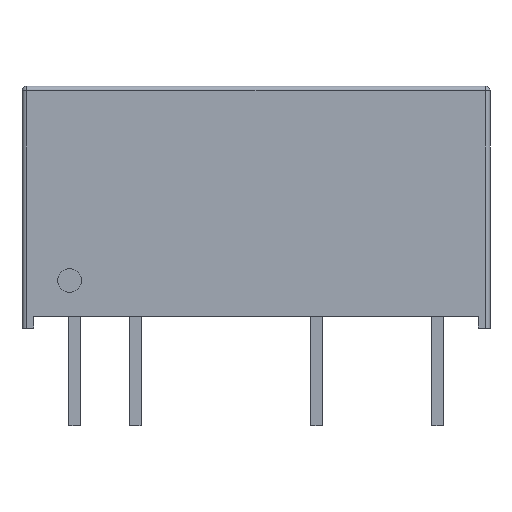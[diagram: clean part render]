
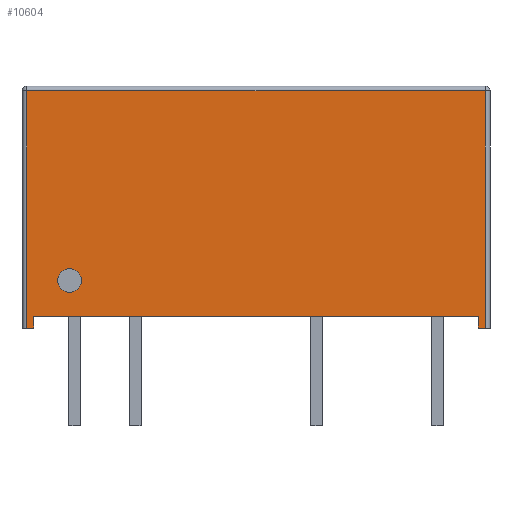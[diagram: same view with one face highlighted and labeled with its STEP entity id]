
A CAD part, front view. The second image highlights one B-rep face of the part: STEP entity #10604.
In plain terms, the highlighted planar face has unit normal (0, -1, 0).
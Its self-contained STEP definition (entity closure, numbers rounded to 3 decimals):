
#131 = CARTESIAN_POINT ( 'NONE',  ( -9.325, -3., 0.5 ) ) ;
#260 = DIRECTION ( 'NONE',  ( 0., 0., 1. ) ) ;
#262 = ORIENTED_EDGE ( 'NONE', *, *, #7470, .T. ) ;
#351 = ORIENTED_EDGE ( 'NONE', *, *, #1026, .T. ) ;
#411 = ORIENTED_EDGE ( 'NONE', *, *, #12958, .F. ) ;
#716 = CARTESIAN_POINT ( 'NONE',  ( -9.325, -3., 0.5 ) ) ;
#752 = LINE ( 'NONE', #3392, #6096 ) ;
#1026 = EDGE_CURVE ( 'NONE', #6092, #14443, #12860, .T. ) ;
#1144 = VECTOR ( 'NONE', #6734, 1000. ) ;
#1242 = DIRECTION ( 'NONE',  ( 0., 0., 1. ) ) ;
#2142 = EDGE_CURVE ( 'NONE', #13633, #8603, #7998, .T. ) ;
#2272 = VECTOR ( 'NONE', #7476, 1000. ) ;
#2525 = ORIENTED_EDGE ( 'NONE', *, *, #8094, .F. ) ;
#2734 = CARTESIAN_POINT ( 'NONE',  ( -7.825, -3., 2.5 ) ) ;
#2785 = ORIENTED_EDGE ( 'NONE', *, *, #10341, .T. ) ;
#2991 = VECTOR ( 'NONE', #4701, 1000. ) ;
#2999 = VECTOR ( 'NONE', #14516, 1000. ) ;
#3095 = LINE ( 'NONE', #7225, #9521 ) ;
#3392 = CARTESIAN_POINT ( 'NONE',  ( 9.325, -3., 0. ) ) ;
#3434 = CARTESIAN_POINT ( 'NONE',  ( -9.825, -3., 9.96 ) ) ;
#3916 = VERTEX_POINT ( 'NONE', #14761 ) ;
#3956 = CARTESIAN_POINT ( 'NONE',  ( -9.825, -3., 10.16 ) ) ;
#4169 = ORIENTED_EDGE ( 'NONE', *, *, #2142, .F. ) ;
#4423 = EDGE_LOOP ( 'NONE', ( #2525, #9215 ) ) ;
#4603 = FACE_BOUND ( 'NONE', #4423, .T. ) ;
#4701 = DIRECTION ( 'NONE',  ( -1., 0., 0. ) ) ;
#4859 = CARTESIAN_POINT ( 'NONE',  ( -9.825, -3., 0. ) ) ;
#4920 = EDGE_CURVE ( 'NONE', #8603, #10724, #9242, .T. ) ;
#5013 = CARTESIAN_POINT ( 'NONE',  ( -9.625, -3., 0. ) ) ;
#5311 = DIRECTION ( 'NONE',  ( 0., -1., 0. ) ) ;
#5464 = CARTESIAN_POINT ( 'NONE',  ( -7.825, -3., 1.5 ) ) ;
#5723 = DIRECTION ( 'NONE',  ( 0., 0., -1. ) ) ;
#5876 = VERTEX_POINT ( 'NONE', #2734 ) ;
#5904 = CARTESIAN_POINT ( 'NONE',  ( 9.325, -3., 0.5 ) ) ;
#6049 = LINE ( 'NONE', #3434, #2991 ) ;
#6092 = VERTEX_POINT ( 'NONE', #8718 ) ;
#6096 = VECTOR ( 'NONE', #9471, 1000. ) ;
#6191 = AXIS2_PLACEMENT_3D ( 'NONE', #13752, #5311, #7965 ) ;
#6317 = DIRECTION ( 'NONE',  ( 0., 1., 0. ) ) ;
#6734 = DIRECTION ( 'NONE',  ( 0., 0., -1. ) ) ;
#6828 = CARTESIAN_POINT ( 'NONE',  ( -9.625, -3., 10.16 ) ) ;
#7093 = ORIENTED_EDGE ( 'NONE', *, *, #4920, .F. ) ;
#7173 = CARTESIAN_POINT ( 'NONE',  ( -9.325, -3., 0. ) ) ;
#7225 = CARTESIAN_POINT ( 'NONE',  ( 9.625, -3., 10.16 ) ) ;
#7288 = DIRECTION ( 'NONE',  ( 0., -1., 0. ) ) ;
#7312 = LINE ( 'NONE', #4859, #2272 ) ;
#7470 = EDGE_CURVE ( 'NONE', #14443, #10724, #10802, .T. ) ;
#7476 = DIRECTION ( 'NONE',  ( 1., 0., 0. ) ) ;
#7611 = VERTEX_POINT ( 'NONE', #5464 ) ;
#7902 = ORIENTED_EDGE ( 'NONE', *, *, #14828, .T. ) ;
#7965 = DIRECTION ( 'NONE',  ( 0., 0., -1. ) ) ;
#7998 = LINE ( 'NONE', #716, #13857 ) ;
#8094 = EDGE_CURVE ( 'NONE', #7611, #5876, #11407, .T. ) ;
#8441 = DIRECTION ( 'NONE',  ( 0., 0., -1. ) ) ;
#8603 = VERTEX_POINT ( 'NONE', #131 ) ;
#8638 = ORIENTED_EDGE ( 'NONE', *, *, #8639, .T. ) ;
#8639 = EDGE_CURVE ( 'NONE', #10056, #3916, #7312, .T. ) ;
#8718 = CARTESIAN_POINT ( 'NONE',  ( -9.625, -3., 9.96 ) ) ;
#8953 = CARTESIAN_POINT ( 'NONE',  ( 9.325, -3., 0. ) ) ;
#9215 = ORIENTED_EDGE ( 'NONE', *, *, #15408, .F. ) ;
#9242 = LINE ( 'NONE', #11504, #1144 ) ;
#9471 = DIRECTION ( 'NONE',  ( 0., 0., 1. ) ) ;
#9521 = VECTOR ( 'NONE', #1242, 1000. ) ;
#9639 = CARTESIAN_POINT ( 'NONE',  ( -9.825, -3., 0. ) ) ;
#9853 = CARTESIAN_POINT ( 'NONE',  ( -7.825, -3., 2. ) ) ;
#10056 = VERTEX_POINT ( 'NONE', #8953 ) ;
#10341 = EDGE_CURVE ( 'NONE', #12231, #6092, #6049, .T. ) ;
#10392 = AXIS2_PLACEMENT_3D ( 'NONE', #3956, #6317, #260 ) ;
#10604 = ADVANCED_FACE ( 'NONE', ( #4603, #11975 ), #15611, .F. ) ;
#10724 = VERTEX_POINT ( 'NONE', #7173 ) ;
#10802 = LINE ( 'NONE', #9639, #2999 ) ;
#11407 = CIRCLE ( 'NONE', #12405, 0.5 ) ;
#11504 = CARTESIAN_POINT ( 'NONE',  ( -9.325, -3., 0. ) ) ;
#11975 = FACE_OUTER_BOUND ( 'NONE', #14884, .T. ) ;
#12231 = VERTEX_POINT ( 'NONE', #13302 ) ;
#12405 = AXIS2_PLACEMENT_3D ( 'NONE', #9853, #7288, #8441 ) ;
#12713 = VECTOR ( 'NONE', #5723, 1000. ) ;
#12860 = LINE ( 'NONE', #6828, #12713 ) ;
#12958 = EDGE_CURVE ( 'NONE', #10056, #13633, #752, .T. ) ;
#13042 = CIRCLE ( 'NONE', #6191, 0.5 ) ;
#13302 = CARTESIAN_POINT ( 'NONE',  ( 9.625, -3., 9.96 ) ) ;
#13633 = VERTEX_POINT ( 'NONE', #5904 ) ;
#13752 = CARTESIAN_POINT ( 'NONE',  ( -7.825, -3., 2. ) ) ;
#13857 = VECTOR ( 'NONE', #15357, 1000. ) ;
#14443 = VERTEX_POINT ( 'NONE', #5013 ) ;
#14516 = DIRECTION ( 'NONE',  ( 1., 0., 0. ) ) ;
#14761 = CARTESIAN_POINT ( 'NONE',  ( 9.625, -3., 0. ) ) ;
#14828 = EDGE_CURVE ( 'NONE', #3916, #12231, #3095, .T. ) ;
#14884 = EDGE_LOOP ( 'NONE', ( #8638, #7902, #2785, #351, #262, #7093, #4169, #411 ) ) ;
#15357 = DIRECTION ( 'NONE',  ( -1., 0., 0. ) ) ;
#15408 = EDGE_CURVE ( 'NONE', #5876, #7611, #13042, .T. ) ;
#15611 = PLANE ( 'NONE',  #10392 ) ;
